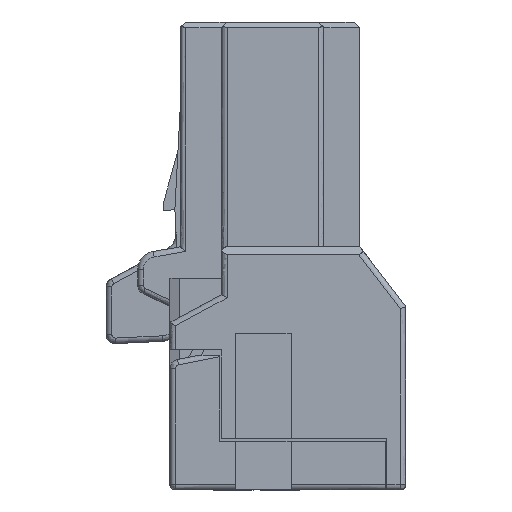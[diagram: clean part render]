
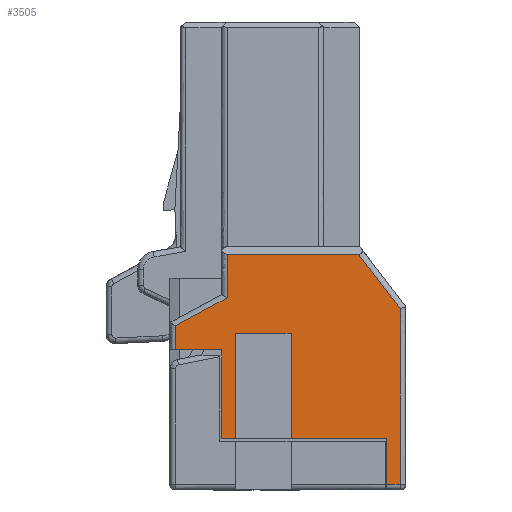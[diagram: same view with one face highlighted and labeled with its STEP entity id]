
A CAD part, left-side view. The second image highlights one B-rep face of the part: STEP entity #3505.
In plain terms, the highlighted free-form (B-spline) face has degree [1, 1] with [2, 2] control points.
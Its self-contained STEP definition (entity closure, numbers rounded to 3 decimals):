
#3355=CARTESIAN_POINT('',(-37.25,-6.97,-15.));
#3356=VERTEX_POINT('',#3355);
#3383=CARTESIAN_POINT('',(-37.25,-6.22,-15.));
#3384=VERTEX_POINT('',#3383);
#3385=CARTESIAN_POINT('',(-37.25,-6.97,-15.));
#3386=CARTESIAN_POINT('',(-37.25,-6.22,-15.));
#3387=B_SPLINE_CURVE_WITH_KNOTS('',1,(#3385,#3386),.POLYLINE_FORM.,.F.,.U.,(2,2),(0.,1.),.UNSPECIFIED.);
#3388=EDGE_CURVE('',#3356,#3384,#3387,.T.);
#3401=CARTESIAN_POINT('',(-37.25,5.474,-15.25));
#3402=CARTESIAN_POINT('',(-37.25,5.474,-2.25));
#3403=CARTESIAN_POINT('',(-37.25,-7.214,-15.25));
#3404=CARTESIAN_POINT('',(-37.25,-7.214,-2.25));
#3405=B_SPLINE_SURFACE_WITH_KNOTS('',1,1,((#3401,#3402),(#3403,#3404)),.PLANE_SURF.,.F.,.F.,.U.,(2,2),(2,2),(-6.344,6.344),(-6.5,6.5),.UNSPECIFIED.);
#3406=CARTESIAN_POINT('',(-37.25,-4.697,-2.5));
#3407=VERTEX_POINT('',#3406);
#3408=CARTESIAN_POINT('',(-37.25,2.43,-2.5));
#3409=VERTEX_POINT('',#3408);
#3410=CARTESIAN_POINT('',(-37.25,-4.697,-2.5));
#3411=CARTESIAN_POINT('',(-37.25,2.43,-2.5));
#3412=B_SPLINE_CURVE_WITH_KNOTS('',1,(#3410,#3411),.POLYLINE_FORM.,.F.,.U.,(2,2),(0.,1.),.UNSPECIFIED.);
#3413=EDGE_CURVE('',#3407,#3409,#3412,.T.);
#3414=ORIENTED_EDGE('',*,*,#3413,.T.);
#3415=CARTESIAN_POINT('',(-37.25,2.43,-4.874));
#3416=VERTEX_POINT('',#3415);
#3417=CARTESIAN_POINT('',(-37.25,2.43,-2.5));
#3418=CARTESIAN_POINT('',(-37.25,2.43,-4.874));
#3419=B_SPLINE_CURVE_WITH_KNOTS('',1,(#3417,#3418),.POLYLINE_FORM.,.F.,.U.,(2,2),(0.,1.),.UNSPECIFIED.);
#3420=EDGE_CURVE('',#3409,#3416,#3419,.T.);
#3421=ORIENTED_EDGE('',*,*,#3420,.T.);
#3422=CARTESIAN_POINT('',(-37.25,5.23,-6.379));
#3423=VERTEX_POINT('',#3422);
#3424=CARTESIAN_POINT('',(-37.25,2.43,-4.874));
#3425=CARTESIAN_POINT('',(-37.25,5.23,-6.379));
#3426=B_SPLINE_CURVE_WITH_KNOTS('',1,(#3424,#3425),.POLYLINE_FORM.,.F.,.U.,(2,2),(0.,1.),.UNSPECIFIED.);
#3427=EDGE_CURVE('',#3416,#3423,#3426,.T.);
#3428=ORIENTED_EDGE('',*,*,#3427,.T.);
#3429=CARTESIAN_POINT('',(-37.25,5.23,-7.7));
#3430=VERTEX_POINT('',#3429);
#3431=CARTESIAN_POINT('',(-37.25,5.23,-6.379));
#3432=CARTESIAN_POINT('',(-37.25,5.23,-7.7));
#3433=B_SPLINE_CURVE_WITH_KNOTS('',1,(#3431,#3432),.POLYLINE_FORM.,.F.,.U.,(2,2),(0.,1.),.UNSPECIFIED.);
#3434=EDGE_CURVE('',#3423,#3430,#3433,.T.);
#3435=ORIENTED_EDGE('',*,*,#3434,.T.);
#3436=CARTESIAN_POINT('',(-37.25,2.73,-7.7));
#3437=VERTEX_POINT('',#3436);
#3438=CARTESIAN_POINT('',(-37.25,5.23,-7.7));
#3439=CARTESIAN_POINT('',(-37.25,2.73,-7.7));
#3440=B_SPLINE_CURVE_WITH_KNOTS('',1,(#3438,#3439),.POLYLINE_FORM.,.F.,.U.,(2,2),(0.,1.),.UNSPECIFIED.);
#3441=EDGE_CURVE('',#3430,#3437,#3440,.T.);
#3442=ORIENTED_EDGE('',*,*,#3441,.T.);
#3443=CARTESIAN_POINT('',(-37.25,2.73,-12.5));
#3444=VERTEX_POINT('',#3443);
#3445=CARTESIAN_POINT('',(-37.25,2.73,-12.5));
#3446=CARTESIAN_POINT('',(-37.25,2.73,-7.7));
#3447=B_SPLINE_CURVE_WITH_KNOTS('',1,(#3445,#3446),.POLYLINE_FORM.,.F.,.U.,(2,2),(0.,1.),.UNSPECIFIED.);
#3448=EDGE_CURVE('',#3444,#3437,#3447,.T.);
#3449=ORIENTED_EDGE('',*,*,#3448,.F.);
#3450=CARTESIAN_POINT('',(-37.25,1.96,-12.5));
#3451=VERTEX_POINT('',#3450);
#3452=CARTESIAN_POINT('',(-37.25,2.73,-12.5));
#3453=CARTESIAN_POINT('',(-37.25,1.96,-12.5));
#3454=B_SPLINE_CURVE_WITH_KNOTS('',1,(#3452,#3453),.POLYLINE_FORM.,.F.,.U.,(2,2),(0.,1.),.UNSPECIFIED.);
#3455=EDGE_CURVE('',#3444,#3451,#3454,.T.);
#3456=ORIENTED_EDGE('',*,*,#3455,.T.);
#3457=CARTESIAN_POINT('',(-37.25,1.96,-6.8));
#3458=VERTEX_POINT('',#3457);
#3459=CARTESIAN_POINT('',(-37.25,1.96,-12.5));
#3460=CARTESIAN_POINT('',(-37.25,1.96,-6.8));
#3461=B_SPLINE_CURVE_WITH_KNOTS('',1,(#3459,#3460),.POLYLINE_FORM.,.F.,.U.,(2,2),(0.,1.),.UNSPECIFIED.);
#3462=EDGE_CURVE('',#3451,#3458,#3461,.T.);
#3463=ORIENTED_EDGE('',*,*,#3462,.T.);
#3464=CARTESIAN_POINT('',(-37.25,-1.04,-6.8));
#3465=VERTEX_POINT('',#3464);
#3466=CARTESIAN_POINT('',(-37.25,1.96,-6.8));
#3467=CARTESIAN_POINT('',(-37.25,-1.04,-6.8));
#3468=B_SPLINE_CURVE_WITH_KNOTS('',1,(#3466,#3467),.POLYLINE_FORM.,.F.,.U.,(2,2),(0.,1.),.UNSPECIFIED.);
#3469=EDGE_CURVE('',#3458,#3465,#3468,.T.);
#3470=ORIENTED_EDGE('',*,*,#3469,.T.);
#3471=CARTESIAN_POINT('',(-37.25,-1.04,-12.5));
#3472=VERTEX_POINT('',#3471);
#3473=CARTESIAN_POINT('',(-37.25,-1.04,-6.8));
#3474=CARTESIAN_POINT('',(-37.25,-1.04,-12.5));
#3475=B_SPLINE_CURVE_WITH_KNOTS('',1,(#3473,#3474),.POLYLINE_FORM.,.F.,.U.,(2,2),(0.,1.),.UNSPECIFIED.);
#3476=EDGE_CURVE('',#3465,#3472,#3475,.T.);
#3477=ORIENTED_EDGE('',*,*,#3476,.T.);
#3478=CARTESIAN_POINT('',(-37.25,-6.22,-12.5));
#3479=VERTEX_POINT('',#3478);
#3480=CARTESIAN_POINT('',(-37.25,-1.04,-12.5));
#3481=CARTESIAN_POINT('',(-37.25,-6.22,-12.5));
#3482=B_SPLINE_CURVE_WITH_KNOTS('',1,(#3480,#3481),.POLYLINE_FORM.,.F.,.U.,(2,2),(0.,1.),.UNSPECIFIED.);
#3483=EDGE_CURVE('',#3472,#3479,#3482,.T.);
#3484=ORIENTED_EDGE('',*,*,#3483,.T.);
#3485=CARTESIAN_POINT('',(-37.25,-6.22,-15.));
#3486=CARTESIAN_POINT('',(-37.25,-6.22,-12.5));
#3487=B_SPLINE_CURVE_WITH_KNOTS('',1,(#3485,#3486),.POLYLINE_FORM.,.F.,.U.,(2,2),(0.,1.),.UNSPECIFIED.);
#3488=EDGE_CURVE('',#3384,#3479,#3487,.T.);
#3489=ORIENTED_EDGE('',*,*,#3488,.F.);
#3490=ORIENTED_EDGE('',*,*,#3388,.F.);
#3491=CARTESIAN_POINT('',(-37.25,-6.97,-5.452));
#3492=VERTEX_POINT('',#3491);
#3493=CARTESIAN_POINT('',(-37.25,-6.97,-15.));
#3494=CARTESIAN_POINT('',(-37.25,-6.97,-5.452));
#3495=B_SPLINE_CURVE_WITH_KNOTS('',1,(#3493,#3494),.POLYLINE_FORM.,.F.,.U.,(2,2),(0.,1.),.UNSPECIFIED.);
#3496=EDGE_CURVE('',#3356,#3492,#3495,.T.);
#3497=ORIENTED_EDGE('',*,*,#3496,.T.);
#3498=CARTESIAN_POINT('',(-37.25,-6.97,-5.452));
#3499=CARTESIAN_POINT('',(-37.25,-4.697,-2.5));
#3500=B_SPLINE_CURVE_WITH_KNOTS('',1,(#3498,#3499),.POLYLINE_FORM.,.F.,.U.,(2,2),(0.,1.),.UNSPECIFIED.);
#3501=EDGE_CURVE('',#3492,#3407,#3500,.T.);
#3502=ORIENTED_EDGE('',*,*,#3501,.T.);
#3503=EDGE_LOOP('',(#3414,#3421,#3428,#3435,#3442,#3449,#3456,#3463,#3470,#3477,#3484,#3489,#3490,#3497,#3502));
#3504=FACE_OUTER_BOUND('',#3503,.T.);
#3505=ADVANCED_FACE('',(#3504),#3405,.T.);
